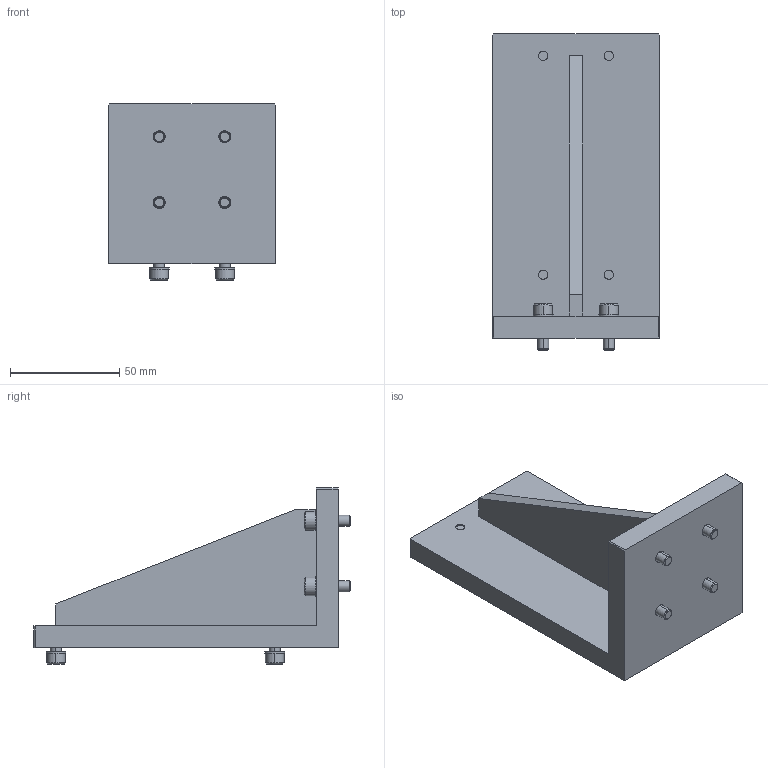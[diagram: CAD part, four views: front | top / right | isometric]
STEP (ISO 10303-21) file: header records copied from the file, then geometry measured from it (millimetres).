
FILE_DESCRIPTION (( 'STEP AP203' ), '1' );
FILE_NAME ('LAHP-ZB-33-33.step', '2020-12-09T22:41:00', ( '' ), ( '' ), 'SwSTEP 2.0', 'SolidWorks 2019', '' );
FILE_SCHEMA (( 'CONFIG_CONTROL_DESIGN' ));
Length unit declared in the file: inch
Products named in the file (1): LAHP-ZB-33-33
Bounding box: 76 x 144.4 x 80.45 mm (x, y, z)
Volume: 180093.6 mm3; surface area: 49691.9 mm2
Topology: 17 solids, 17 shells, 297 faces, 653 edges, 390 vertices
Faces by surface type: plane 153, cylinder 80, cone 48, bspline 16
Entity records: 8822 total; most frequent: CARTESIAN_POINT 2157, DIRECTION 1441, ORIENTED_EDGE 1274, EDGE_CURVE 637, AXIS2_PLACEMENT_3D 538, VERTEX_POINT 390, VECTOR 365, LINE 365
